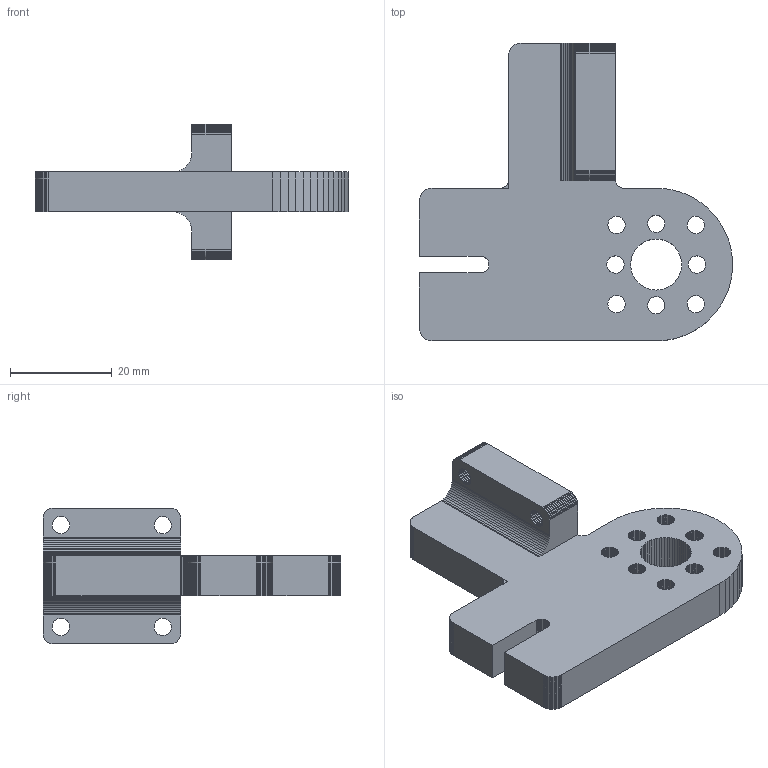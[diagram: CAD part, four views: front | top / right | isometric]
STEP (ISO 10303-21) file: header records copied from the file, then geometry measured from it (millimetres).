
FILE_DESCRIPTION(('FreeCAD Model'),'2;1');
FILE_NAME('z-yoke.step', '2020-01-25T18:07:58',('Author'),(''), 'Open CASCADE STEP processor 7.3','FreeCAD','Unknown');
FILE_SCHEMA(('AUTOMOTIVE_DESIGN { 1 0 10303 214 1 1 1 1 }'));
Products named in the file (1): z_yoke6001_(Solid)001
Bounding box: 61.5 x 58.5 x 26.7 mm (x, y, z)
Volume: 20597.7 mm3; surface area: 8613.6 mm2
Topology: 1 solids, 1 shells, 799 faces, 2383 edges, 1586 vertices
Faces by surface type: plane 799
Entity records: 57298 total; most frequent: CARTESIAN_POINT 9542, DIRECTION 8742, LINE 7142, VECTOR 7142, ORIENTED_EDGE 4766, PCURVE 4766, DEFINITIONAL_REPRESENTATION 4766, EDGE_CURVE 2383
